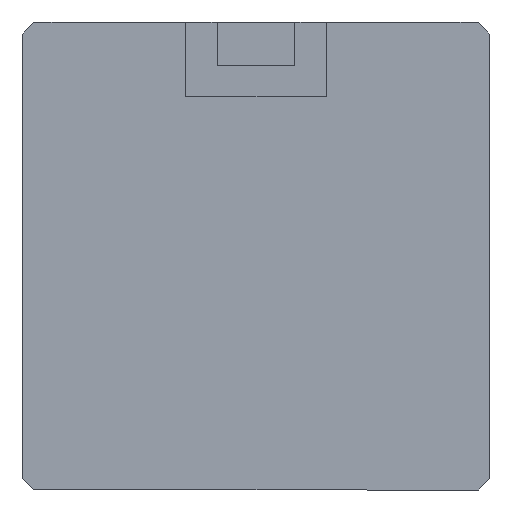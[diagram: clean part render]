
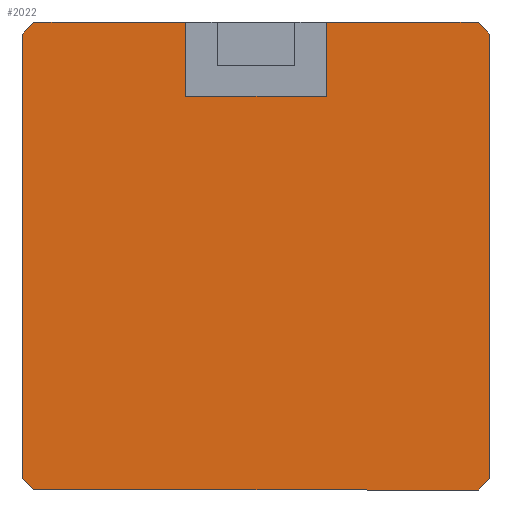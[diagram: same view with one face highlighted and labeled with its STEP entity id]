
A CAD part, front view. The second image highlights one B-rep face of the part: STEP entity #2022.
In plain terms, the highlighted planar face has unit normal (0, -1, 0).
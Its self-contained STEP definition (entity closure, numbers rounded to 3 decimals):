
#77 = VERTEX_POINT ( 'NONE', #4936 ) ;
#199 = VECTOR ( 'NONE', #5010, 1000. ) ;
#312 = CARTESIAN_POINT ( 'NONE',  ( 1.8, -0.01, 4.1 ) ) ;
#401 = EDGE_CURVE ( 'NONE', #4386, #7435, #410, .T. ) ;
#410 = LINE ( 'NONE', #1300, #4518 ) ;
#446 = EDGE_CURVE ( 'NONE', #6169, #1140, #5503, .T. ) ;
#523 = LINE ( 'NONE', #2255, #2964 ) ;
#668 = VERTEX_POINT ( 'NONE', #6533 ) ;
#862 = CARTESIAN_POINT ( 'NONE',  ( 5.7, -0.01, -6. ) ) ;
#892 = CARTESIAN_POINT ( 'NONE',  ( -5.7, -0.01, -6. ) ) ;
#952 = EDGE_CURVE ( 'NONE', #1140, #5019, #3769, .T. ) ;
#990 = CARTESIAN_POINT ( 'NONE',  ( -5.7, -0.01, 6. ) ) ;
#1053 = PLANE ( 'NONE',  #6250 ) ;
#1080 = CARTESIAN_POINT ( 'NONE',  ( 0., -0.01, 0. ) ) ;
#1133 = DIRECTION ( 'NONE',  ( 0., 0., 1. ) ) ;
#1140 = VERTEX_POINT ( 'NONE', #7609 ) ;
#1300 = CARTESIAN_POINT ( 'NONE',  ( -6., -0.01, -5.7 ) ) ;
#1345 = ORIENTED_EDGE ( 'NONE', *, *, #2020, .T. ) ;
#1381 = LINE ( 'NONE', #5162, #4911 ) ;
#1397 = VECTOR ( 'NONE', #4477, 1000. ) ;
#1424 = CARTESIAN_POINT ( 'NONE',  ( 5.7, -0.01, 6. ) ) ;
#1436 = CARTESIAN_POINT ( 'NONE',  ( 5.7, -0.01, 6. ) ) ;
#1455 = CARTESIAN_POINT ( 'NONE',  ( 1.8, -0.01, 4.1 ) ) ;
#1476 = ORIENTED_EDGE ( 'NONE', *, *, #5206, .T. ) ;
#1688 = DIRECTION ( 'NONE',  ( 0., 0., -1. ) ) ;
#2020 = EDGE_CURVE ( 'NONE', #7435, #668, #3016, .T. ) ;
#2022 = ADVANCED_FACE ( 'NONE', ( #6898 ), #1053, .T. ) ;
#2035 = EDGE_CURVE ( 'NONE', #77, #6169, #3427, .T. ) ;
#2169 = VECTOR ( 'NONE', #5634, 1000. ) ;
#2179 = ORIENTED_EDGE ( 'NONE', *, *, #2729, .T. ) ;
#2232 = DIRECTION ( 'NONE',  ( 0., 0., -1. ) ) ;
#2255 = CARTESIAN_POINT ( 'NONE',  ( -1.8, -0.01, 4.1 ) ) ;
#2504 = ORIENTED_EDGE ( 'NONE', *, *, #2035, .T. ) ;
#2729 = EDGE_CURVE ( 'NONE', #4890, #5158, #4416, .T. ) ;
#2784 = CARTESIAN_POINT ( 'NONE',  ( -5.7, -0.01, -6. ) ) ;
#2802 = DIRECTION ( 'NONE',  ( -0.707, 0., 0.707 ) ) ;
#2805 = EDGE_CURVE ( 'NONE', #668, #4916, #5491, .T. ) ;
#2848 = DIRECTION ( 'NONE',  ( -1., 0., 0. ) ) ;
#2962 = VERTEX_POINT ( 'NONE', #4582 ) ;
#2964 = VECTOR ( 'NONE', #2848, 1000. ) ;
#2967 = EDGE_CURVE ( 'NONE', #5019, #4386, #1381, .T. ) ;
#2991 = CARTESIAN_POINT ( 'NONE',  ( 1.8, -0.01, 6. ) ) ;
#3016 = LINE ( 'NONE', #2784, #7423 ) ;
#3059 = CARTESIAN_POINT ( 'NONE',  ( -1.8, -0.01, 6. ) ) ;
#3173 = ORIENTED_EDGE ( 'NONE', *, *, #401, .T. ) ;
#3225 = CARTESIAN_POINT ( 'NONE',  ( -6., -0.01, 5.7 ) ) ;
#3383 = LINE ( 'NONE', #1424, #199 ) ;
#3410 = CARTESIAN_POINT ( 'NONE',  ( 6., -0.01, 5.7 ) ) ;
#3427 = LINE ( 'NONE', #6472, #5331 ) ;
#3507 = EDGE_CURVE ( 'NONE', #4916, #2962, #6214, .T. ) ;
#3518 = ORIENTED_EDGE ( 'NONE', *, *, #4729, .T. ) ;
#3545 = ORIENTED_EDGE ( 'NONE', *, *, #2967, .T. ) ;
#3769 = LINE ( 'NONE', #990, #6053 ) ;
#4005 = ORIENTED_EDGE ( 'NONE', *, *, #2805, .T. ) ;
#4386 = VERTEX_POINT ( 'NONE', #4787 ) ;
#4416 = LINE ( 'NONE', #1455, #2169 ) ;
#4477 = DIRECTION ( 'NONE',  ( 0.707, 0., 0.707 ) ) ;
#4518 = VECTOR ( 'NONE', #4904, 1000. ) ;
#4568 = VECTOR ( 'NONE', #2802, 1000. ) ;
#4582 = CARTESIAN_POINT ( 'NONE',  ( 6., -0.01, 5.7 ) ) ;
#4638 = CARTESIAN_POINT ( 'NONE',  ( 6., -0.01, -5.7 ) ) ;
#4729 = EDGE_CURVE ( 'NONE', #2962, #7033, #5338, .T. ) ;
#4787 = CARTESIAN_POINT ( 'NONE',  ( -6., -0.01, -5.7 ) ) ;
#4848 = DIRECTION ( 'NONE',  ( -1., 0., 0. ) ) ;
#4890 = VERTEX_POINT ( 'NONE', #2991 ) ;
#4904 = DIRECTION ( 'NONE',  ( 0.707, 0., -0.707 ) ) ;
#4911 = VECTOR ( 'NONE', #2232, 1000. ) ;
#4916 = VERTEX_POINT ( 'NONE', #7181 ) ;
#4936 = CARTESIAN_POINT ( 'NONE',  ( -1.8, -0.01, 4.1 ) ) ;
#5010 = DIRECTION ( 'NONE',  ( -1., 0., 0. ) ) ;
#5019 = VERTEX_POINT ( 'NONE', #3225 ) ;
#5158 = VERTEX_POINT ( 'NONE', #312 ) ;
#5162 = CARTESIAN_POINT ( 'NONE',  ( -6., -0.01, 5.7 ) ) ;
#5206 = EDGE_CURVE ( 'NONE', #5158, #77, #523, .T. ) ;
#5237 = DIRECTION ( 'NONE',  ( 0., 0., 1. ) ) ;
#5245 = VECTOR ( 'NONE', #4848, 1000. ) ;
#5262 = DIRECTION ( 'NONE',  ( 0., -1., 0. ) ) ;
#5331 = VECTOR ( 'NONE', #1133, 1000. ) ;
#5338 = LINE ( 'NONE', #3410, #4568 ) ;
#5491 = LINE ( 'NONE', #862, #1397 ) ;
#5503 = LINE ( 'NONE', #6638, #5245 ) ;
#5634 = DIRECTION ( 'NONE',  ( 0., 0., -1. ) ) ;
#5833 = DIRECTION ( 'NONE',  ( 1., 0., 0. ) ) ;
#6053 = VECTOR ( 'NONE', #7748, 1000. ) ;
#6169 = VERTEX_POINT ( 'NONE', #3059 ) ;
#6214 = LINE ( 'NONE', #4638, #7422 ) ;
#6250 = AXIS2_PLACEMENT_3D ( 'NONE', #1080, #5262, #1688 ) ;
#6269 = ORIENTED_EDGE ( 'NONE', *, *, #952, .T. ) ;
#6321 = EDGE_CURVE ( 'NONE', #7033, #4890, #3383, .T. ) ;
#6447 = ORIENTED_EDGE ( 'NONE', *, *, #6321, .T. ) ;
#6472 = CARTESIAN_POINT ( 'NONE',  ( -1.8, -0.01, 6. ) ) ;
#6533 = CARTESIAN_POINT ( 'NONE',  ( 5.7, -0.01, -6. ) ) ;
#6638 = CARTESIAN_POINT ( 'NONE',  ( -1.8, -0.01, 6. ) ) ;
#6898 = FACE_OUTER_BOUND ( 'NONE', #7329, .T. ) ;
#7033 = VERTEX_POINT ( 'NONE', #1436 ) ;
#7181 = CARTESIAN_POINT ( 'NONE',  ( 6., -0.01, -5.7 ) ) ;
#7225 = ORIENTED_EDGE ( 'NONE', *, *, #446, .T. ) ;
#7329 = EDGE_LOOP ( 'NONE', ( #7225, #6269, #3545, #3173, #1345, #4005, #7342, #3518, #6447, #2179, #1476, #2504 ) ) ;
#7342 = ORIENTED_EDGE ( 'NONE', *, *, #3507, .T. ) ;
#7422 = VECTOR ( 'NONE', #5237, 1000. ) ;
#7423 = VECTOR ( 'NONE', #5833, 1000. ) ;
#7435 = VERTEX_POINT ( 'NONE', #892 ) ;
#7609 = CARTESIAN_POINT ( 'NONE',  ( -5.7, -0.01, 6. ) ) ;
#7748 = DIRECTION ( 'NONE',  ( -0.707, 0., -0.707 ) ) ;
